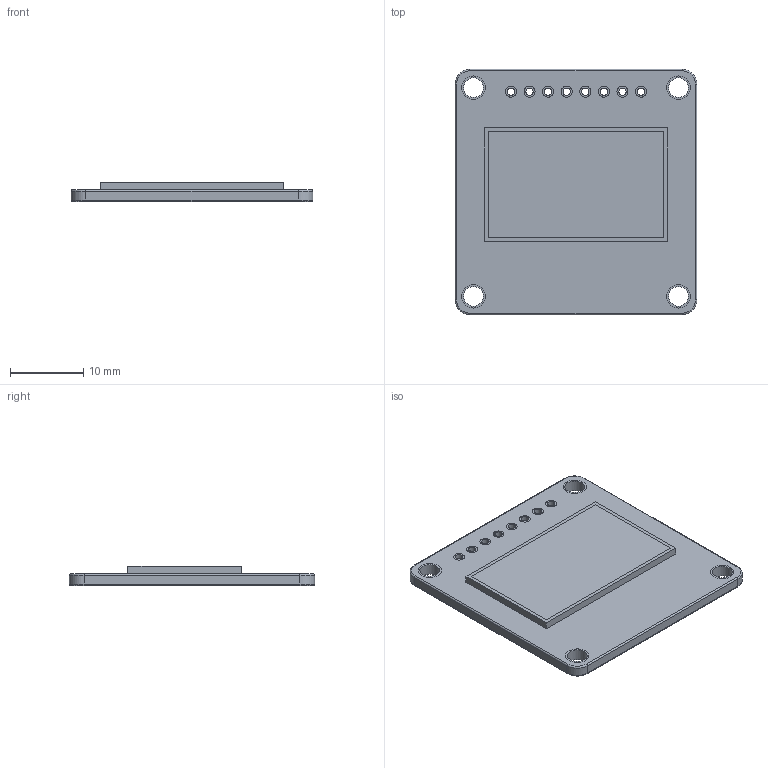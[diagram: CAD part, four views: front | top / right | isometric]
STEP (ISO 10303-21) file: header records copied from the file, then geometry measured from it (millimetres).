
FILE_DESCRIPTION(('FreeCAD Model'),'2;1');
FILE_NAME('Open CASCADE Shape Model','2021-08-22T21:48:43',('Author'),( ''),'Open CASCADE STEP processor 7.5','FreeCAD','Unknown');
FILE_SCHEMA(('AUTOMOTIVE_DESIGN { 1 0 10303 214 1 1 1 1 }'));
Length unit declared in the file: millimetre
Products named in the file (16): ssd1306; Body; Body001; Body002; Body003; Body004; Body005; Body006; Body007; Body008; Body009; Body010; Body011; Body012; Body013; Body014
Assembly tree (15 placements, depth 2):
  ssd1306
    Body
    Body001
    Body002
    Body003
    Body004
    Body005
    Body006
    Body007
    Body008
    Body009
    Body010
    Body011
    Body012
    Body013
    Body014
Bounding box: 33 x 33.5 x 2.6 mm (x, y, z)
Volume: 2101.9 mm3; surface area: 3684.6 mm2
Topology: 15 solids, 15 shells, 102 faces, 200 edges, 128 vertices
Faces by surface type: cylinder 48, plane 46, torus 8
Full cylindrical faces by diameter (mm): 1 x8, 1.5 x16, 2.7 x4, 3.2 x8
Entity records: 5820 total; most frequent: CARTESIAN_POINT 990, DIRECTION 916, LINE 416, VECTOR 416, ORIENTED_EDGE 400, PCURVE 400, DEFINITIONAL_REPRESENTATION 400, AXIS2_PLACEMENT_3D 222
